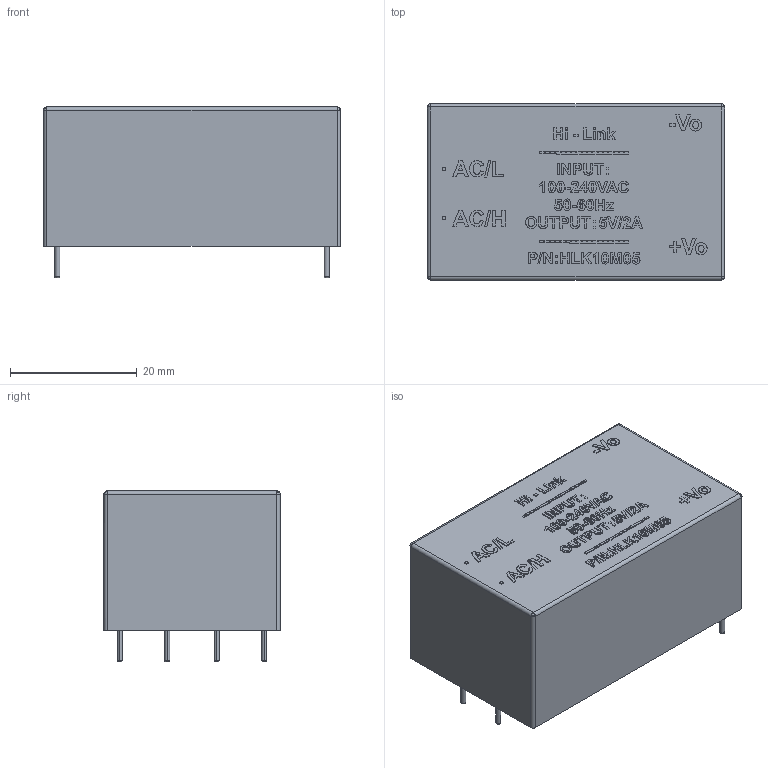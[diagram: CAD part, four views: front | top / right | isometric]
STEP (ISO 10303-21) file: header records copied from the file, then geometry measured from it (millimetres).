
FILE_DESCRIPTION (( 'STEP AP214' ), '1' );
FILE_NAME ('CE3B0A55-8D29-45B3-9F61-A7113FAD24CF.STEP', '2022-10-05T11:14:16', ( '' ), ( '' ), 'SwSTEP 2.0', 'SolidWorks 2022', '' );
FILE_SCHEMA (( 'AUTOMOTIVE_DESIGN' ));
Length unit declared in the file: millimetre
Products named in the file (1): CE3B0A55-8D29-45B3-9F61-A7113FAD24CF
Bounding box: 46.9 x 27.8 x 27.15 mm (x, y, z)
Volume: 28690 mm3; surface area: 6038.6 mm2
Topology: 1 solids, 1 shells, 1194 faces, 3166 edges, 2100 vertices
Faces by surface type: plane 720, bspline 450, cylinder 16, torus 8
Entity records: 42170 total; most frequent: CARTESIAN_POINT 14087, ORIENTED_EDGE 6316, DIRECTION 3828, EDGE_CURVE 3158, VECTOR 2210, LINE 2210, VERTEX_POINT 2100, EDGE_LOOP 1328
